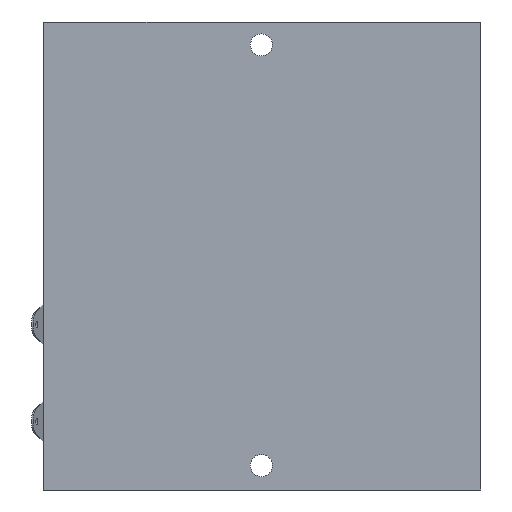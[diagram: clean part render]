
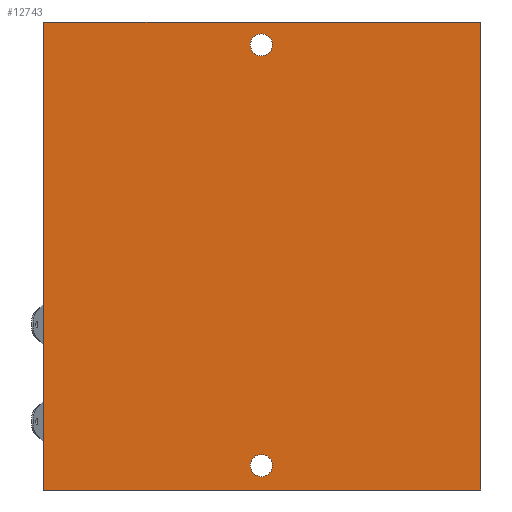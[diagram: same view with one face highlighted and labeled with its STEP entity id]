
A CAD part, front view. The second image highlights one B-rep face of the part: STEP entity #12743.
In plain terms, the highlighted planar face has unit normal (0, -1, 0).
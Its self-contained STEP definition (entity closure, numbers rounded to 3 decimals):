
#184 = DIRECTION ( 'NONE',  ( -1., 0., 0. ) ) ;
#253 = FACE_BOUND ( 'NONE', #20420, .T. ) ;
#311 = CARTESIAN_POINT ( 'NONE',  ( 28.6, 0., 0. ) ) ;
#388 = DIRECTION ( 'NONE',  ( 1., 0., 0. ) ) ;
#1158 = ORIENTED_EDGE ( 'NONE', *, *, #4763, .T. ) ;
#1333 = VERTEX_POINT ( 'NONE', #3426 ) ;
#1443 = VERTEX_POINT ( 'NONE', #22513 ) ;
#1460 = EDGE_CURVE ( 'NONE', #15364, #14461, #11999, .T. ) ;
#1505 = EDGE_CURVE ( 'NONE', #22699, #1443, #7650, .T. ) ;
#1615 = VERTEX_POINT ( 'NONE', #19127 ) ;
#1774 = AXIS2_PLACEMENT_3D ( 'NONE', #9574, #19057, #7901 ) ;
#2397 = AXIS2_PLACEMENT_3D ( 'NONE', #20753, #18899, #4267 ) ;
#2440 = CARTESIAN_POINT ( 'NONE',  ( -28.6, 0., 53.637 ) ) ;
#2585 = DIRECTION ( 'NONE',  ( 0., 1., 0. ) ) ;
#2900 = EDGE_CURVE ( 'NONE', #14461, #1333, #15500, .T. ) ;
#3426 = CARTESIAN_POINT ( 'NONE',  ( -28.6, 0., -7.662 ) ) ;
#4002 = CARTESIAN_POINT ( 'NONE',  ( -0.1, 0., 50.637 ) ) ;
#4267 = DIRECTION ( 'NONE',  ( 0., 0., 1. ) ) ;
#4510 = EDGE_CURVE ( 'NONE', #9230, #1615, #20380, .T. ) ;
#4763 = EDGE_CURVE ( 'NONE', #1615, #9230, #9693, .T. ) ;
#5380 = EDGE_LOOP ( 'NONE', ( #6289, #18848 ) ) ;
#5700 = ORIENTED_EDGE ( 'NONE', *, *, #20292, .F. ) ;
#6289 = ORIENTED_EDGE ( 'NONE', *, *, #17788, .T. ) ;
#6342 = ORIENTED_EDGE ( 'NONE', *, *, #4510, .T. ) ;
#6366 = FACE_BOUND ( 'NONE', #5380, .T. ) ;
#6742 = AXIS2_PLACEMENT_3D ( 'NONE', #12486, #8895, #23754 ) ;
#6846 = CARTESIAN_POINT ( 'NONE',  ( -0.1, 0., 49.187 ) ) ;
#7650 = CIRCLE ( 'NONE', #1774, 1.45 ) ;
#7732 = DIRECTION ( 'NONE',  ( 0., 1., 0. ) ) ;
#7794 = ORIENTED_EDGE ( 'NONE', *, *, #2900, .T. ) ;
#7868 = AXIS2_PLACEMENT_3D ( 'NONE', #4002, #7732, #15253 ) ;
#7901 = DIRECTION ( 'NONE',  ( 0., 0., 1. ) ) ;
#8164 = CARTESIAN_POINT ( 'NONE',  ( 28.6, 0., 53.637 ) ) ;
#8508 = EDGE_CURVE ( 'NONE', #1333, #9176, #18794, .T. ) ;
#8895 = DIRECTION ( 'NONE',  ( 0., 1., 0. ) ) ;
#9176 = VERTEX_POINT ( 'NONE', #17032 ) ;
#9230 = VERTEX_POINT ( 'NONE', #11389 ) ;
#9574 = CARTESIAN_POINT ( 'NONE',  ( -0.1, 0., 50.637 ) ) ;
#9642 = AXIS2_PLACEMENT_3D ( 'NONE', #21607, #2585, #21078 ) ;
#9693 = CIRCLE ( 'NONE', #2397, 1.45 ) ;
#11184 = ORIENTED_EDGE ( 'NONE', *, *, #1460, .T. ) ;
#11384 = CARTESIAN_POINT ( 'NONE',  ( 0., 0., 53.637 ) ) ;
#11389 = CARTESIAN_POINT ( 'NONE',  ( -0.1, 0., -3.013 ) ) ;
#11999 = LINE ( 'NONE', #11384, #12590 ) ;
#12163 = VECTOR ( 'NONE', #388, 1000. ) ;
#12486 = CARTESIAN_POINT ( 'NONE',  ( -0.1, 0., -4.463 ) ) ;
#12546 = DIRECTION ( 'NONE',  ( 0., 0., -1. ) ) ;
#12590 = VECTOR ( 'NONE', #184, 1000. ) ;
#12743 = ADVANCED_FACE ( 'NONE', ( #6366, #253, #22839 ), #13872, .F. ) ;
#13032 = EDGE_LOOP ( 'NONE', ( #5700, #11184, #7794, #17387 ) ) ;
#13872 = PLANE ( 'NONE',  #9642 ) ;
#14461 = VERTEX_POINT ( 'NONE', #2440 ) ;
#15253 = DIRECTION ( 'NONE',  ( 0., 0., 1. ) ) ;
#15364 = VERTEX_POINT ( 'NONE', #8164 ) ;
#15500 = LINE ( 'NONE', #19783, #16072 ) ;
#16072 = VECTOR ( 'NONE', #12546, 1000. ) ;
#17032 = CARTESIAN_POINT ( 'NONE',  ( 28.6, 0., -7.662 ) ) ;
#17387 = ORIENTED_EDGE ( 'NONE', *, *, #8508, .T. ) ;
#17427 = LINE ( 'NONE', #311, #21752 ) ;
#17788 = EDGE_CURVE ( 'NONE', #1443, #22699, #22130, .T. ) ;
#18794 = LINE ( 'NONE', #18836, #12163 ) ;
#18836 = CARTESIAN_POINT ( 'NONE',  ( 0., 0., -7.662 ) ) ;
#18848 = ORIENTED_EDGE ( 'NONE', *, *, #1505, .T. ) ;
#18899 = DIRECTION ( 'NONE',  ( 0., 1., 0. ) ) ;
#19057 = DIRECTION ( 'NONE',  ( 0., 1., 0. ) ) ;
#19127 = CARTESIAN_POINT ( 'NONE',  ( -0.1, 0., -5.913 ) ) ;
#19783 = CARTESIAN_POINT ( 'NONE',  ( -28.6, 0., 0. ) ) ;
#20292 = EDGE_CURVE ( 'NONE', #15364, #9176, #17427, .T. ) ;
#20380 = CIRCLE ( 'NONE', #6742, 1.45 ) ;
#20420 = EDGE_LOOP ( 'NONE', ( #6342, #1158 ) ) ;
#20753 = CARTESIAN_POINT ( 'NONE',  ( -0.1, 0., -4.463 ) ) ;
#21078 = DIRECTION ( 'NONE',  ( 0., 0., 1. ) ) ;
#21607 = CARTESIAN_POINT ( 'NONE',  ( 0., 0., 0. ) ) ;
#21752 = VECTOR ( 'NONE', #24003, 1000. ) ;
#22130 = CIRCLE ( 'NONE', #7868, 1.45 ) ;
#22513 = CARTESIAN_POINT ( 'NONE',  ( -0.1, 0., 52.087 ) ) ;
#22699 = VERTEX_POINT ( 'NONE', #6846 ) ;
#22839 = FACE_OUTER_BOUND ( 'NONE', #13032, .T. ) ;
#23754 = DIRECTION ( 'NONE',  ( 0., 0., 1. ) ) ;
#24003 = DIRECTION ( 'NONE',  ( 0., 0., -1. ) ) ;
